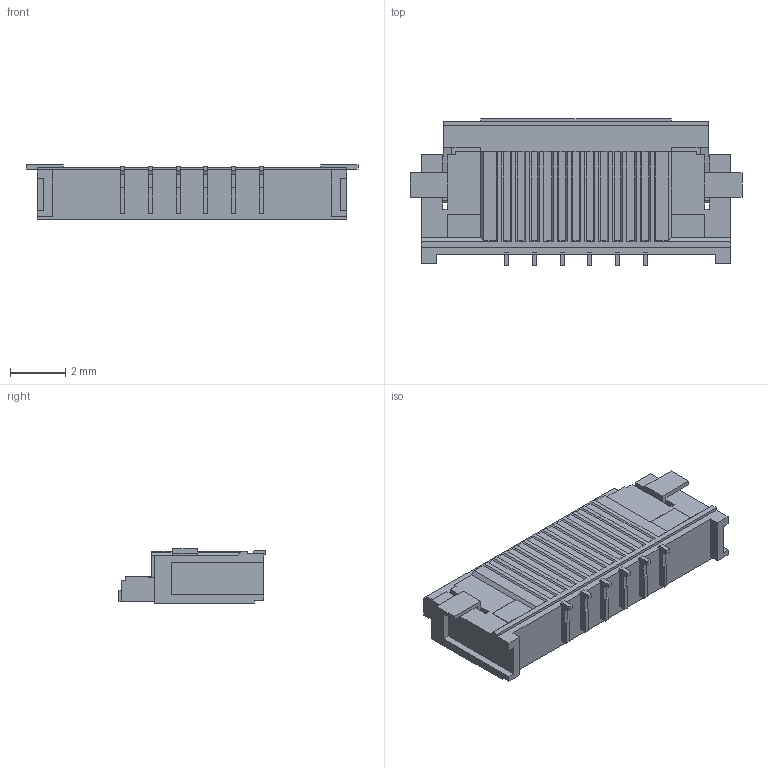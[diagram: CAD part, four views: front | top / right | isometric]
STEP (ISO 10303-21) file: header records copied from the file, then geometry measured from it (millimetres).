
FILE_DESCRIPTION((''),'2;1');
FILE_NAME('2005290060','2016-07-22T',('rlalsangi'),(''),'PRO/ENGINEER BY PARAMETRIC TECHNOLOGY CORPORATION, 2012310','PRO/ENGINEER BY PARAMETRIC TECHNOLOGY CORPORATION, 2012310','');
FILE_SCHEMA(('CONFIG_CONTROL_DESIGN'));
Length unit declared in the file: millimetre
Products named in the file (1): 2005290060
Bounding box: 12 x 5.3 x 1.96 mm (x, y, z)
Volume: 64.8 mm3; surface area: 275.4 mm2
Topology: 1 solids, 1 shells, 607 faces, 1775 edges, 1158 vertices
Faces by surface type: plane 540, cylinder 67
Entity records: 19805 total; most frequent: ORIENTED_EDGE 3550, CARTESIAN_POINT 3541, DIRECTION 3137, EDGE_CURVE 1775, VECTOR 1629, LINE 1629, VERTEX_POINT 1158, AXIS2_PLACEMENT_3D 754
